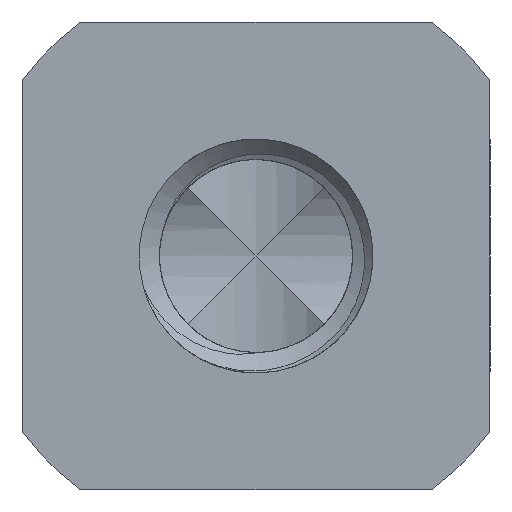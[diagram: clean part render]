
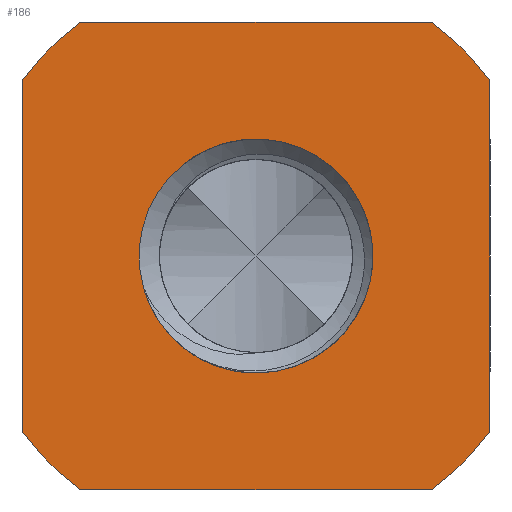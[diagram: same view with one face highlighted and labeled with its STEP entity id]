
A CAD part, front view. The second image highlights one B-rep face of the part: STEP entity #186.
In plain terms, the highlighted planar face has unit normal (0, -1, 0).
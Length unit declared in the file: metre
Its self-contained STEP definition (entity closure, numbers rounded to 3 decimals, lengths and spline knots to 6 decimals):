
#186 = ADVANCED_FACE( 'NONE', ( #513, #514 ), #515, .F. );
#513 = FACE_OUTER_BOUND( '', #1474, .T. );
#514 = FACE_BOUND( '', #1475, .T. );
#515 = PLANE( '', #1476 );
#1474 = EDGE_LOOP( '', ( #3172, #3173, #3174, #3175, #3176, #3177, #3178, #3179 ) );
#1475 = EDGE_LOOP( '', ( #3180, #3181 ) );
#1476 = AXIS2_PLACEMENT_3D( '', #3182, #3183, #3184 );
#3172 = ORIENTED_EDGE( '', *, *, #4783, .F. );
#3173 = ORIENTED_EDGE( '', *, *, #4784, .F. );
#3174 = ORIENTED_EDGE( '', *, *, #4676, .F. );
#3175 = ORIENTED_EDGE( '', *, *, #4785, .F. );
#3176 = ORIENTED_EDGE( '', *, *, #4786, .T. );
#3177 = ORIENTED_EDGE( '', *, *, #4787, .F. );
#3178 = ORIENTED_EDGE( '', *, *, #4788, .T. );
#3179 = ORIENTED_EDGE( '', *, *, #4789, .F. );
#3180 = ORIENTED_EDGE( '', *, *, #4790, .T. );
#3181 = ORIENTED_EDGE( '', *, *, #4791, .T. );
#3182 = CARTESIAN_POINT( '', ( 0., -0.004, 0. ) );
#3183 = DIRECTION( '', ( 0., 1., 0. ) );
#3184 = DIRECTION( '', ( 1., 0., 0. ) );
#4676 = EDGE_CURVE( 'NONE', #5433, #5434, #5435, .T. );
#4783 = EDGE_CURVE( 'NONE', #5637, #5638, #5639, .T. );
#4784 = EDGE_CURVE( 'NONE', #5434, #5637, #5640, .T. );
#4785 = EDGE_CURVE( 'NONE', #5641, #5433, #5642, .T. );
#4786 = EDGE_CURVE( 'NONE', #5641, #5643, #5644, .T. );
#4787 = EDGE_CURVE( 'NONE', #5645, #5643, #5646, .T. );
#4788 = EDGE_CURVE( 'NONE', #5645, #5647, #5648, .T. );
#4789 = EDGE_CURVE( 'NONE', #5638, #5647, #5649, .T. );
#4790 = EDGE_CURVE( 'NONE', #5540, #5610, #5650, .T. );
#4791 = EDGE_CURVE( 'NONE', #5610, #5540, #5651, .T. );
#5433 = VERTEX_POINT( 'NONE', #7062 );
#5434 = VERTEX_POINT( 'NONE', #7063 );
#5435 = LINE( '', #7064, #7065 );
#5540 = VERTEX_POINT( 'NONE', #7510 );
#5610 = VERTEX_POINT( 'NONE', #7873 );
#5637 = VERTEX_POINT( 'NONE', #8000 );
#5638 = VERTEX_POINT( 'NONE', #8001 );
#5639 = LINE( '', #8002, #8003 );
#5640 = CIRCLE( '', #8004, 0.005 );
#5641 = VERTEX_POINT( 'NONE', #8005 );
#5642 = CIRCLE( '', #8006, 0.005 );
#5643 = VERTEX_POINT( 'NONE', #8007 );
#5644 = LINE( '', #8008, #8009 );
#5645 = VERTEX_POINT( 'NONE', #8010 );
#5646 = CIRCLE( '', #8011, 0.005 );
#5647 = VERTEX_POINT( 'NONE', #8012 );
#5648 = LINE( '', #8013, #8014 );
#5649 = CIRCLE( '', #8015, 0.005 );
#5650 = CIRCLE( '', #8016, 0.002 );
#5651 = CIRCLE( '', #8017, 0.002 );
#7062 = CARTESIAN_POINT( '', ( -0.004, -0.004, -0.003 ) );
#7063 = CARTESIAN_POINT( '', ( -0.004, -0.004, 0.003 ) );
#7064 = CARTESIAN_POINT( '', ( -0.004, -0.004, 0. ) );
#7065 = VECTOR( '', #11259, 1. );
#7510 = CARTESIAN_POINT( '', ( -0.001005, -0.004, -0.001729 ) );
#7873 = CARTESIAN_POINT( '', ( -0.001925, -0.004, -0.000544 ) );
#8000 = CARTESIAN_POINT( '', ( -0.003, -0.004, 0.004 ) );
#8001 = CARTESIAN_POINT( '', ( 0.003, -0.004, 0.004 ) );
#8002 = CARTESIAN_POINT( '', ( 0., -0.004, 0.004 ) );
#8003 = VECTOR( '', #11374, 1. );
#8004 = AXIS2_PLACEMENT_3D( '', #11375, #11376, #11377 );
#8005 = CARTESIAN_POINT( '', ( -0.003, -0.004, -0.004 ) );
#8006 = AXIS2_PLACEMENT_3D( '', #11378, #11379, #11380 );
#8007 = CARTESIAN_POINT( '', ( 0.003, -0.004, -0.004 ) );
#8008 = CARTESIAN_POINT( '', ( 0., -0.004, -0.004 ) );
#8009 = VECTOR( '', #11381, 1. );
#8010 = CARTESIAN_POINT( '', ( 0.004, -0.004, -0.003 ) );
#8011 = AXIS2_PLACEMENT_3D( '', #11382, #11383, #11384 );
#8012 = CARTESIAN_POINT( '', ( 0.004, -0.004, 0.003 ) );
#8013 = CARTESIAN_POINT( '', ( 0.004, -0.004, 0. ) );
#8014 = VECTOR( '', #11385, 1. );
#8015 = AXIS2_PLACEMENT_3D( '', #11386, #11387, #11388 );
#8016 = AXIS2_PLACEMENT_3D( '', #11389, #11390, #11391 );
#8017 = AXIS2_PLACEMENT_3D( '', #11392, #11393, #11394 );
#11259 = DIRECTION( '', ( 0., 0., 1. ) );
#11374 = DIRECTION( '', ( 1., 0., 0. ) );
#11375 = CARTESIAN_POINT( '', ( 0., -0.004, 0. ) );
#11376 = DIRECTION( '', ( 0., 1., 0. ) );
#11377 = DIRECTION( '', ( 0., 0., 1. ) );
#11378 = CARTESIAN_POINT( '', ( 0., -0.004, 0. ) );
#11379 = DIRECTION( '', ( 0., 1., 0. ) );
#11380 = DIRECTION( '', ( 0., 0., 1. ) );
#11381 = DIRECTION( '', ( 1., 0., 0. ) );
#11382 = CARTESIAN_POINT( '', ( 0., -0.004, 0. ) );
#11383 = DIRECTION( '', ( 0., 1., 0. ) );
#11384 = DIRECTION( '', ( 0., 0., 1. ) );
#11385 = DIRECTION( '', ( 0., 0., 1. ) );
#11386 = CARTESIAN_POINT( '', ( 0., -0.004, 0. ) );
#11387 = DIRECTION( '', ( 0., 1., 0. ) );
#11388 = DIRECTION( '', ( 0., 0., 1. ) );
#11389 = CARTESIAN_POINT( '', ( 0., -0.004, 0. ) );
#11390 = DIRECTION( '', ( 0., 1., 0. ) );
#11391 = DIRECTION( '', ( 0., 0., 1. ) );
#11392 = CARTESIAN_POINT( '', ( 0., -0.004, 0. ) );
#11393 = DIRECTION( '', ( 0., 1., 0. ) );
#11394 = DIRECTION( '', ( 0., 0., 1. ) );
